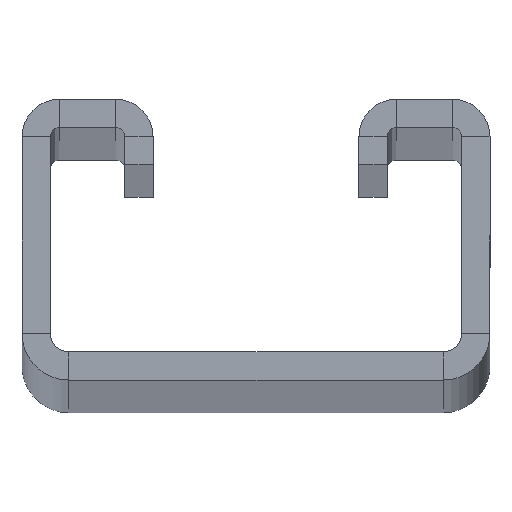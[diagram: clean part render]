
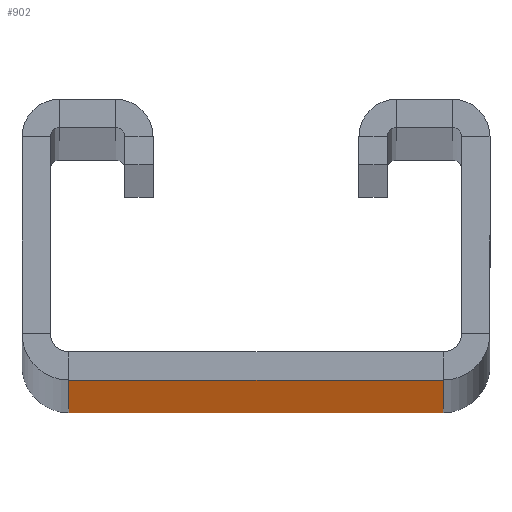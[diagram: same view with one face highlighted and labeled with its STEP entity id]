
A CAD part, top view. The second image highlights one B-rep face of the part: STEP entity #902.
In plain terms, the highlighted planar face has unit normal (0, -1, 0).
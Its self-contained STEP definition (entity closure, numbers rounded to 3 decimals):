
#10 = VECTOR ( 'NONE', #1328, 1000. ) ;
#19 = VECTOR ( 'NONE', #495, 1000. ) ;
#21 = EDGE_CURVE ( 'NONE', #1225, #897, #1058, .T. ) ;
#50 = PLANE ( 'NONE',  #879 ) ;
#65 = CARTESIAN_POINT ( 'NONE',  ( 20., -30., 2000. ) ) ;
#122 = ORIENTED_EDGE ( 'NONE', *, *, #858, .F. ) ;
#217 = VERTEX_POINT ( 'NONE', #65 ) ;
#246 = DIRECTION ( 'NONE',  ( 0., 0., -1. ) ) ;
#322 = LINE ( 'NONE', #785, #10 ) ;
#369 = FACE_OUTER_BOUND ( 'NONE', #559, .T. ) ;
#381 = CARTESIAN_POINT ( 'NONE',  ( 20., -30., 2000. ) ) ;
#495 = DIRECTION ( 'NONE',  ( 0., 0., -1. ) ) ;
#539 = ORIENTED_EDGE ( 'NONE', *, *, #21, .T. ) ;
#557 = LINE ( 'NONE', #381, #672 ) ;
#559 = EDGE_LOOP ( 'NONE', ( #906, #122, #946, #539 ) ) ;
#626 = CARTESIAN_POINT ( 'NONE',  ( 20., -30., 0. ) ) ;
#651 = CARTESIAN_POINT ( 'NONE',  ( -25., -30., 0. ) ) ;
#672 = VECTOR ( 'NONE', #246, 1000. ) ;
#763 = VERTEX_POINT ( 'NONE', #626 ) ;
#785 = CARTESIAN_POINT ( 'NONE',  ( -25., -30., 2000. ) ) ;
#802 = CARTESIAN_POINT ( 'NONE',  ( -20., -30., 2000. ) ) ;
#803 = EDGE_CURVE ( 'NONE', #217, #1225, #322, .T. ) ;
#844 = DIRECTION ( 'NONE',  ( 0., -1., 0. ) ) ;
#858 = EDGE_CURVE ( 'NONE', #217, #763, #557, .T. ) ;
#879 = AXIS2_PLACEMENT_3D ( 'NONE', #1166, #844, #1176 ) ;
#897 = VERTEX_POINT ( 'NONE', #1358 ) ;
#902 = ADVANCED_FACE ( 'NONE', ( #369 ), #50, .T. ) ;
#906 = ORIENTED_EDGE ( 'NONE', *, *, #1268, .F. ) ;
#946 = ORIENTED_EDGE ( 'NONE', *, *, #803, .T. ) ;
#1032 = LINE ( 'NONE', #651, #1124 ) ;
#1035 = CARTESIAN_POINT ( 'NONE',  ( -20., -30., 2000. ) ) ;
#1058 = LINE ( 'NONE', #1035, #19 ) ;
#1124 = VECTOR ( 'NONE', #1159, 1000. ) ;
#1159 = DIRECTION ( 'NONE',  ( -1., 0., 0. ) ) ;
#1166 = CARTESIAN_POINT ( 'NONE',  ( -25., -30., 2000. ) ) ;
#1176 = DIRECTION ( 'NONE',  ( 1., 0., 0. ) ) ;
#1225 = VERTEX_POINT ( 'NONE', #802 ) ;
#1268 = EDGE_CURVE ( 'NONE', #763, #897, #1032, .T. ) ;
#1328 = DIRECTION ( 'NONE',  ( -1., 0., 0. ) ) ;
#1358 = CARTESIAN_POINT ( 'NONE',  ( -20., -30., 0. ) ) ;
